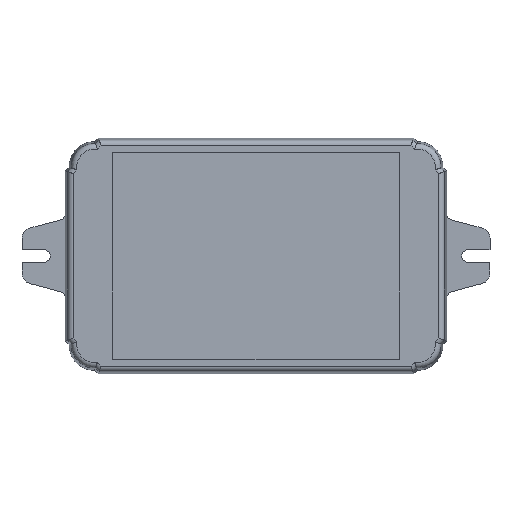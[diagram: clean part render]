
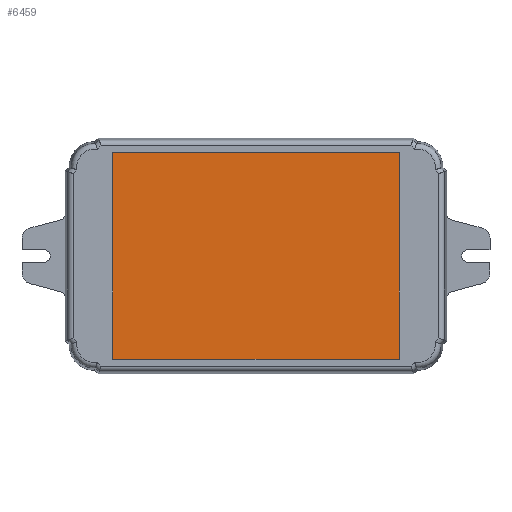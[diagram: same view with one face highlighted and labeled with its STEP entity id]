
A CAD part, top view. The second image highlights one B-rep face of the part: STEP entity #6459.
In plain terms, the highlighted planar face has unit normal (0, 0, 1).
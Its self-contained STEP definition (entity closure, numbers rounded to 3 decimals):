
#209=PLANE('',#7034);
#453=LINE('',#10209,#937);
#454=LINE('',#10211,#938);
#455=LINE('',#10213,#939);
#456=LINE('',#10214,#940);
#937=VECTOR('',#8042,1000.);
#938=VECTOR('',#8043,1000.);
#939=VECTOR('',#8044,1000.);
#940=VECTOR('',#8045,1000.);
#1495=FACE_OUTER_BOUND('',#1886,.T.);
#1886=EDGE_LOOP('',(#4659,#4660,#4661,#4662));
#2873=VERTEX_POINT('',#10207);
#2874=VERTEX_POINT('',#10208);
#2875=VERTEX_POINT('',#10210);
#2876=VERTEX_POINT('',#10212);
#3579=EDGE_CURVE('',#2873,#2874,#453,.T.);
#3580=EDGE_CURVE('',#2875,#2874,#454,.T.);
#3581=EDGE_CURVE('',#2876,#2875,#455,.T.);
#3582=EDGE_CURVE('',#2876,#2873,#456,.T.);
#4659=ORIENTED_EDGE('',*,*,#3579,.T.);
#4660=ORIENTED_EDGE('',*,*,#3580,.F.);
#4661=ORIENTED_EDGE('',*,*,#3581,.F.);
#4662=ORIENTED_EDGE('',*,*,#3582,.T.);
#6459=ADVANCED_FACE('',(#1495),#209,.T.);
#7034=AXIS2_PLACEMENT_3D('',#10206,#8040,#8041);
#8040=DIRECTION('center_axis',(0.,0.,1.));
#8041=DIRECTION('ref_axis',(1.,0.,0.));
#8042=DIRECTION('',(0.,-1.,0.));
#8043=DIRECTION('',(-1.,0.,0.));
#8044=DIRECTION('',(0.,-1.,0.));
#8045=DIRECTION('',(-1.,0.,0.));
#10206=CARTESIAN_POINT('Origin',(-39.5,28.5,24.7));
#10207=CARTESIAN_POINT('',(-39.5,28.5,24.7));
#10208=CARTESIAN_POINT('',(-39.5,-28.5,24.7));
#10209=CARTESIAN_POINT('',(-39.5,28.5,24.7));
#10210=CARTESIAN_POINT('',(39.5,-28.5,24.7));
#10211=CARTESIAN_POINT('',(-39.5,-28.5,24.7));
#10212=CARTESIAN_POINT('',(39.5,28.5,24.7));
#10213=CARTESIAN_POINT('',(39.5,28.5,24.7));
#10214=CARTESIAN_POINT('',(-39.5,28.5,24.7));
